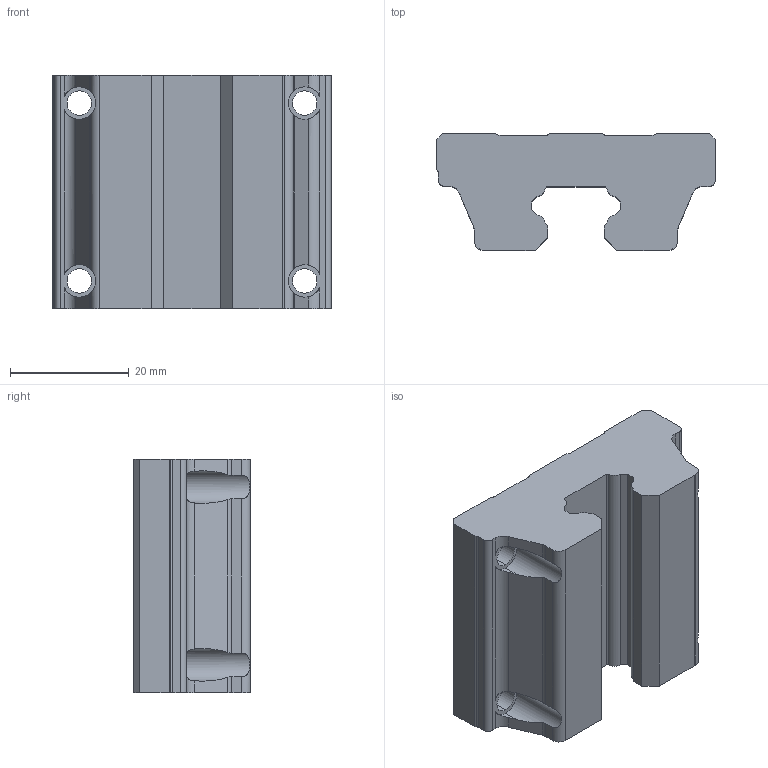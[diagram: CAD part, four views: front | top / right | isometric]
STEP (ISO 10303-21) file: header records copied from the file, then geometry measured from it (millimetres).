
FILE_DESCRIPTION (( 'STEP AP214' ), '1' );
FILE_NAME ('HGW15CC1.STEP', '2019-04-28T23:06:27', ( '' ), ( '' ), 'SwSTEP 2.0', 'SolidWorks 2019', '' );
FILE_SCHEMA (( 'AUTOMOTIVE_DESIGN' ));
Length unit declared in the file: millimetre
Products named in the file (1): HGW15CC1
Bounding box: 47 x 19.7 x 39.4 mm (x, y, z)
Volume: 25801.5 mm3; surface area: 7712.5 mm2
Topology: 1 solids, 1 shells, 266 faces, 736 edges, 488 vertices
Faces by surface type: plane 131, bspline 82, cylinder 45, cone 8
Entity records: 15382 total; most frequent: CARTESIAN_POINT 7317, ORIENTED_EDGE 1472, DIRECTION 968, EDGE_CURVE 736, VERTEX_POINT 488, LINE 458, VECTOR 458, EDGE_LOOP 290
